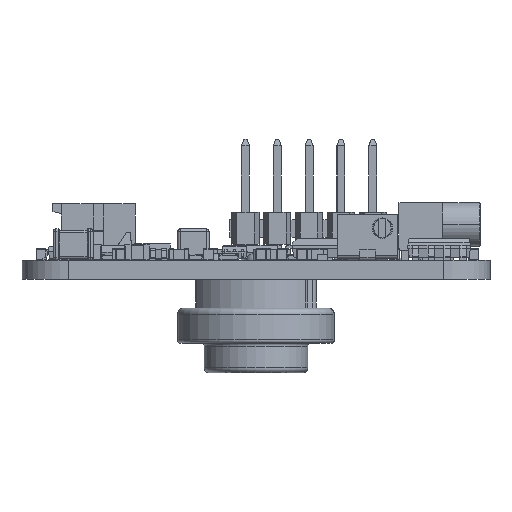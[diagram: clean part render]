
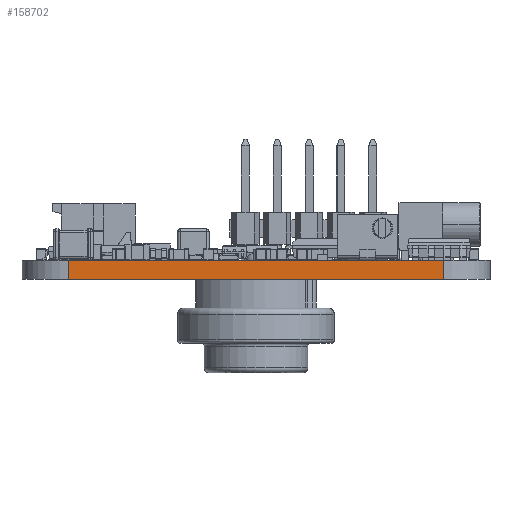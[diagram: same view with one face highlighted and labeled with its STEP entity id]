
A CAD part, left-side view. The second image highlights one B-rep face of the part: STEP entity #158702.
In plain terms, the highlighted planar face has unit normal (-1, 0, 0).
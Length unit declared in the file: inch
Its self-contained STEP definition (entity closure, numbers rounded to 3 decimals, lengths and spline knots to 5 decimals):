
#2408 = AXIS2_PLACEMENT_3D ( 'NONE', #94229, #31307, #95588 ) ;
#2747 = ORIENTED_EDGE ( 'NONE', *, *, #193827, .F. ) ;
#4719 = DIRECTION ( 'NONE',  ( 0., 1., 0. ) ) ;
#13363 = DIRECTION ( 'NONE',  ( 0., 1., 0. ) ) ;
#15427 = CARTESIAN_POINT ( 'NONE',  ( 0., 0.145, -0.0604 ) ) ;
#21763 = VERTEX_POINT ( 'NONE', #15427 ) ;
#22934 = EDGE_CURVE ( 'NONE', #198113, #43127, #154314, .T. ) ;
#26355 = VERTEX_POINT ( 'NONE', #33587 ) ;
#31307 = DIRECTION ( 'NONE',  ( -1., 0., 0. ) ) ;
#33587 = CARTESIAN_POINT ( 'NONE',  ( 0., 0.145, 0. ) ) ;
#43127 = VERTEX_POINT ( 'NONE', #106519 ) ;
#43386 = EDGE_CURVE ( 'NONE', #26355, #43127, #151721, .T. ) ;
#46391 = DIRECTION ( 'NONE',  ( 0., 0., 1. ) ) ;
#46428 = CARTESIAN_POINT ( 'NONE',  ( 0., 1.325, -0.0604 ) ) ;
#47069 = LINE ( 'NONE', #176274, #154741 ) ;
#80530 = PLANE ( 'NONE',  #2408 ) ;
#90982 = EDGE_CURVE ( 'NONE', #21763, #26355, #201355, .T. ) ;
#94229 = CARTESIAN_POINT ( 'NONE',  ( 0., 0.145, -0.0604 ) ) ;
#95588 = DIRECTION ( 'NONE',  ( 0., 0., 1. ) ) ;
#101031 = VECTOR ( 'NONE', #138999, 39.37008 ) ;
#106519 = CARTESIAN_POINT ( 'NONE',  ( 0., 1.325, 0. ) ) ;
#135806 = EDGE_LOOP ( 'NONE', ( #186179, #151688, #163406, #2747 ) ) ;
#138999 = DIRECTION ( 'NONE',  ( 0., 0., 1. ) ) ;
#140074 = CARTESIAN_POINT ( 'NONE',  ( 0., 1.325, -0.0604 ) ) ;
#151688 = ORIENTED_EDGE ( 'NONE', *, *, #43386, .T. ) ;
#151721 = LINE ( 'NONE', #200547, #176198 ) ;
#154314 = LINE ( 'NONE', #140074, #183752 ) ;
#154741 = VECTOR ( 'NONE', #4719, 39.37008 ) ;
#158702 = ADVANCED_FACE ( 'NONE', ( #189064 ), #80530, .T. ) ;
#163406 = ORIENTED_EDGE ( 'NONE', *, *, #22934, .F. ) ;
#176198 = VECTOR ( 'NONE', #13363, 39.37008 ) ;
#176274 = CARTESIAN_POINT ( 'NONE',  ( 0., 0.145, -0.0604 ) ) ;
#183752 = VECTOR ( 'NONE', #46391, 39.37008 ) ;
#186179 = ORIENTED_EDGE ( 'NONE', *, *, #90982, .T. ) ;
#189064 = FACE_OUTER_BOUND ( 'NONE', #135806, .T. ) ;
#193827 = EDGE_CURVE ( 'NONE', #21763, #198113, #47069, .T. ) ;
#198113 = VERTEX_POINT ( 'NONE', #46428 ) ;
#200373 = CARTESIAN_POINT ( 'NONE',  ( 0., 0.145, -0.0604 ) ) ;
#200547 = CARTESIAN_POINT ( 'NONE',  ( 0., 0.145, 0. ) ) ;
#201355 = LINE ( 'NONE', #200373, #101031 ) ;
